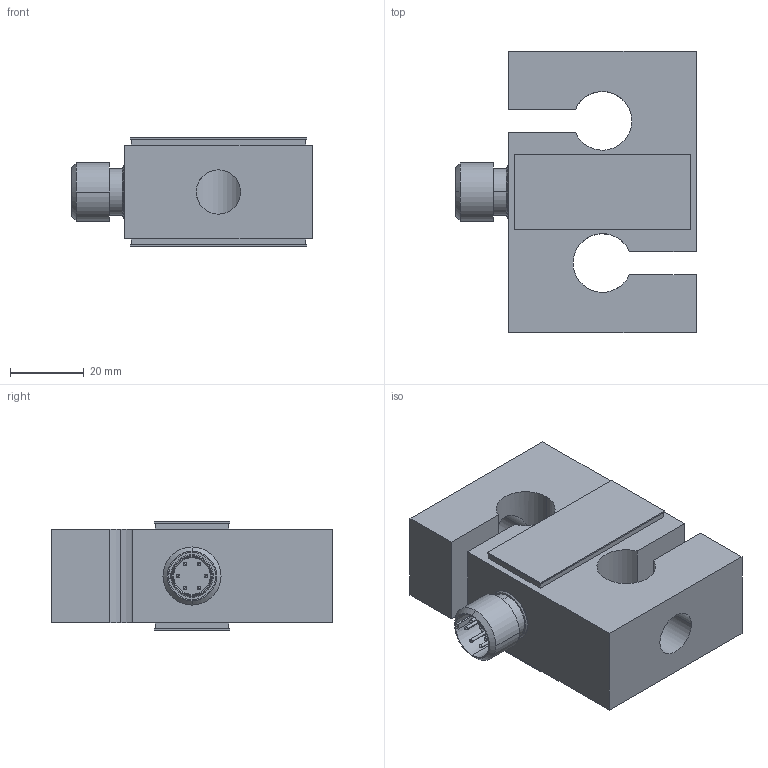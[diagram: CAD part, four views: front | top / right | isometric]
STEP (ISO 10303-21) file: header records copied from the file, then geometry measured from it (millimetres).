
FILE_DESCRIPTION (( 'STEP AP203' ), '1' );
FILE_NAME ('Interface SSM-AF-5000N thru -10kN.STEP', '2013-04-02T18:54:09', ( 'Ricky Parrish' ), ( '' ), 'SwSTEP 2.0', 'SolidWorks 2002349', '' );
FILE_SCHEMA (( 'CONFIG_CONTROL_DESIGN' ));
Length unit declared in the file: inch
Products named in the file (1): Interface SSM-AF-5000N thru -10kN
Bounding box: 65.09 x 76.2 x 29.37 mm (x, y, z)
Volume: 85273.5 mm3; surface area: 19029.5 mm2
Topology: 1 solids, 1 shells, 90 faces, 225 edges, 142 vertices
Faces by surface type: plane 43, cylinder 27, bspline 12, cone 8
Entity records: 3042 total; most frequent: CARTESIAN_POINT 882, DIRECTION 429, ORIENTED_EDGE 426, EDGE_CURVE 213, AXIS2_PLACEMENT_3D 153, VERTEX_POINT 142, LINE 123, VECTOR 123
